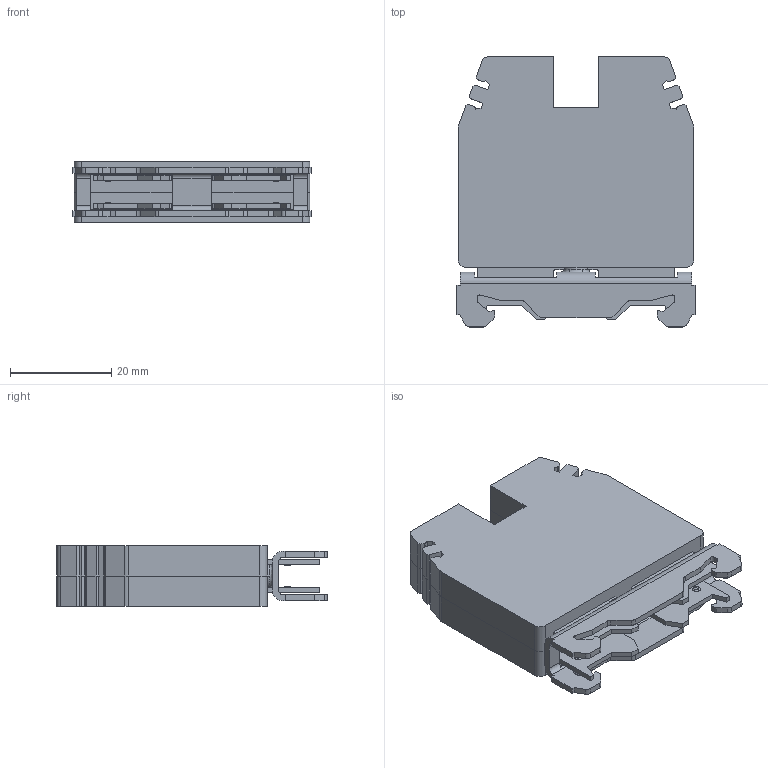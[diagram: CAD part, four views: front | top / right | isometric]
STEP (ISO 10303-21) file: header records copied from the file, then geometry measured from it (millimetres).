
FILE_DESCRIPTION(('OneSpaceDesigner STEP Export'),'2;1');
FILE_NAME('TEC.16_O.stp','2008-07-03T11:52:57',(''),(''),'OneSpace Designer STEP processor for AP214 (Solid Model)','OneSpace Modeling 15.50 10-Aug-2007 (C) CoCreate Software GmbH','');
FILE_SCHEMA(('AUTOMOTIVE_DESIGN { 1 0 10303 214 1 1 1 1 }'));
Length unit declared in the file: millimetre
Products named in the file (2): TEC.16_O
Assembly tree (1 placements, depth 2):
  TEC.16_O
    TEC.16_O
Bounding box: 47 x 53.3 x 12 mm (x, y, z)
Volume: 22283.9 mm3; surface area: 9057.8 mm2
Topology: 1 solids, 1 shells, 315 faces, 861 edges, 540 vertices
Faces by surface type: plane 215, cylinder 72, cone 16, sphere 8, bspline 4
Entity records: 11600 total; most frequent: CARTESIAN_POINT 2185, ORIENTED_EDGE 1690, DIRECTION 1346, EDGE_CURVE 845, VECTOR 580, LINE 580, VERTEX_POINT 540, AXIS2_PLACEMENT_3D 383
